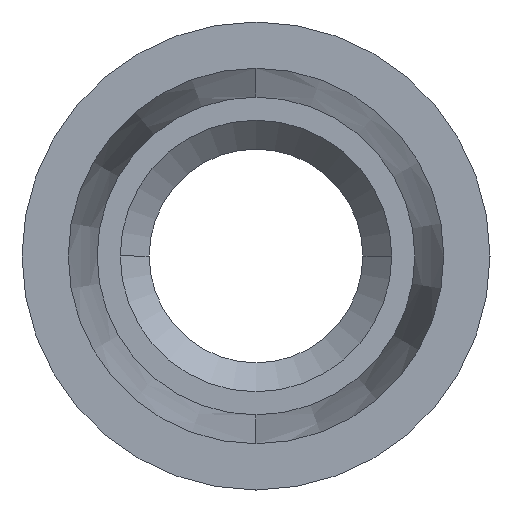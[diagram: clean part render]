
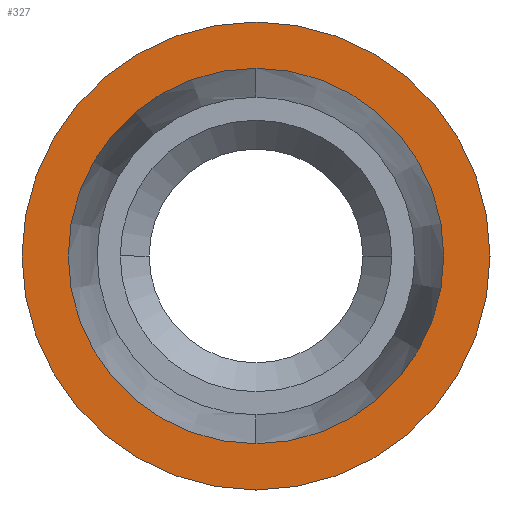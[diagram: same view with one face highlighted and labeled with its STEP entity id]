
A CAD part, left-side view. The second image highlights one B-rep face of the part: STEP entity #327.
In plain terms, the highlighted planar face has unit normal (-1, 0, 0).
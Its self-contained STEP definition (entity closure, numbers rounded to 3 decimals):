
#32 = CARTESIAN_POINT ( 'NONE',  ( -13.5, 0., -4.05 ) ) ;
#56 = AXIS2_PLACEMENT_3D ( 'NONE', #422, #140, #699 ) ;
#80 = DIRECTION ( 'NONE',  ( -1., 0., 0. ) ) ;
#108 = CIRCLE ( 'NONE', #482, 4.05 ) ;
#140 = DIRECTION ( 'NONE',  ( -1., 0., 0. ) ) ;
#178 = CARTESIAN_POINT ( 'NONE',  ( -13.5, 0., 0. ) ) ;
#181 = CARTESIAN_POINT ( 'NONE',  ( -13.5, 0., 0. ) ) ;
#183 = VERTEX_POINT ( 'NONE', #32 ) ;
#215 = AXIS2_PLACEMENT_3D ( 'NONE', #284, #499, #704 ) ;
#218 = FACE_OUTER_BOUND ( 'NONE', #787, .T. ) ;
#232 = ORIENTED_EDGE ( 'NONE', *, *, #469, .T. ) ;
#242 = AXIS2_PLACEMENT_3D ( 'NONE', #178, #80, #606 ) ;
#279 = FACE_BOUND ( 'NONE', #622, .T. ) ;
#284 = CARTESIAN_POINT ( 'NONE',  ( -13.5, 0., 0. ) ) ;
#327 = ADVANCED_FACE ( 'NONE', ( #218, #279 ), #769, .T. ) ;
#335 = EDGE_CURVE ( 'NONE', #698, #183, #807, .T. ) ;
#352 = ORIENTED_EDGE ( 'NONE', *, *, #501, .F. ) ;
#353 = CIRCLE ( 'NONE', #638, 3.25 ) ;
#404 = DIRECTION ( 'NONE',  ( -1., 0., 0. ) ) ;
#413 = CARTESIAN_POINT ( 'NONE',  ( -13.5, 0., 4.05 ) ) ;
#422 = CARTESIAN_POINT ( 'NONE',  ( -13.5, 3.25, 0. ) ) ;
#463 = DIRECTION ( 'NONE',  ( -1., 0., 0. ) ) ;
#469 = EDGE_CURVE ( 'NONE', #183, #698, #108, .T. ) ;
#482 = AXIS2_PLACEMENT_3D ( 'NONE', #882, #404, #620 ) ;
#499 = DIRECTION ( 'NONE',  ( -1., 0., 0. ) ) ;
#501 = EDGE_CURVE ( 'NONE', #556, #815, #353, .T. ) ;
#556 = VERTEX_POINT ( 'NONE', #886 ) ;
#581 = CIRCLE ( 'NONE', #242, 3.25 ) ;
#591 = EDGE_CURVE ( 'NONE', #815, #556, #581, .T. ) ;
#606 = DIRECTION ( 'NONE',  ( 0., 0., 1. ) ) ;
#620 = DIRECTION ( 'NONE',  ( 0., 0., 1. ) ) ;
#622 = EDGE_LOOP ( 'NONE', ( #352, #728 ) ) ;
#638 = AXIS2_PLACEMENT_3D ( 'NONE', #181, #463, #745 ) ;
#698 = VERTEX_POINT ( 'NONE', #413 ) ;
#699 = DIRECTION ( 'NONE',  ( 0., 0., 1. ) ) ;
#704 = DIRECTION ( 'NONE',  ( 0., 0., 1. ) ) ;
#728 = ORIENTED_EDGE ( 'NONE', *, *, #591, .F. ) ;
#745 = DIRECTION ( 'NONE',  ( 0., 0., 1. ) ) ;
#769 = PLANE ( 'NONE',  #56 ) ;
#787 = EDGE_LOOP ( 'NONE', ( #885, #232 ) ) ;
#807 = CIRCLE ( 'NONE', #215, 4.05 ) ;
#815 = VERTEX_POINT ( 'NONE', #895 ) ;
#882 = CARTESIAN_POINT ( 'NONE',  ( -13.5, 0., 0. ) ) ;
#885 = ORIENTED_EDGE ( 'NONE', *, *, #335, .T. ) ;
#886 = CARTESIAN_POINT ( 'NONE',  ( -13.5, 0., 3.25 ) ) ;
#895 = CARTESIAN_POINT ( 'NONE',  ( -13.5, 0., -3.25 ) ) ;
